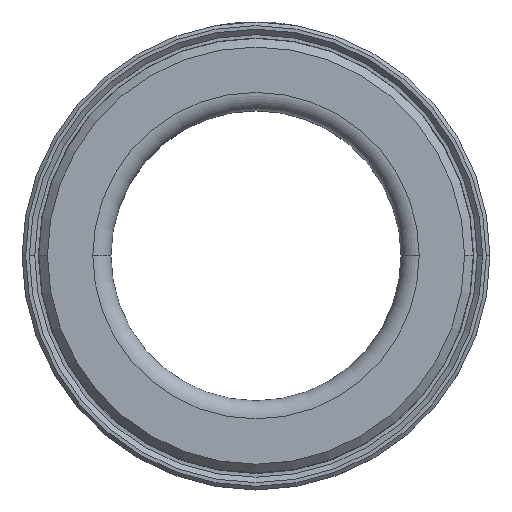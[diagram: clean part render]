
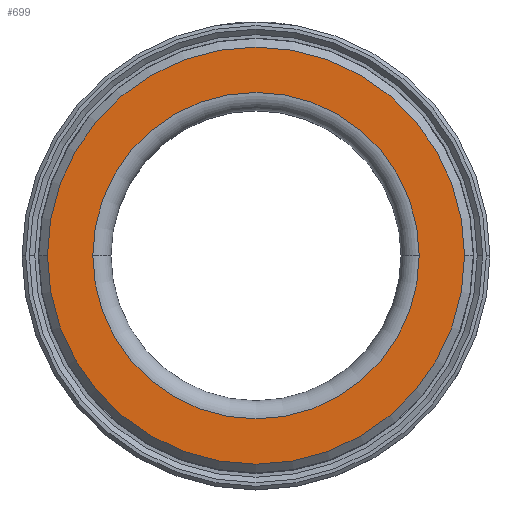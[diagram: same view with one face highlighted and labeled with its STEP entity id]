
A CAD part, top view. The second image highlights one B-rep face of the part: STEP entity #699.
In plain terms, the highlighted planar face has unit normal (0, 0, 1).
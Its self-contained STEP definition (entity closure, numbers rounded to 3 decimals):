
#82 = EDGE_CURVE ( 'NONE', #1589, #1078, #910, .T. ) ;
#122 = AXIS2_PLACEMENT_3D ( 'NONE', #1970, #1873, #1908 ) ;
#271 = EDGE_LOOP ( 'NONE', ( #1594, #644 ) ) ;
#445 = DIRECTION ( 'NONE',  ( 1., 0., 0. ) ) ;
#451 = DIRECTION ( 'NONE',  ( 0., 0., 1. ) ) ;
#459 = CARTESIAN_POINT ( 'NONE',  ( 0., 0., 13. ) ) ;
#479 = CARTESIAN_POINT ( 'NONE',  ( 9., 0., 13. ) ) ;
#528 = EDGE_CURVE ( 'NONE', #1078, #1589, #2034, .T. ) ;
#559 = VERTEX_POINT ( 'NONE', #479 ) ;
#587 = CARTESIAN_POINT ( 'NONE',  ( 0., 0., 13. ) ) ;
#644 = ORIENTED_EDGE ( 'NONE', *, *, #82, .T. ) ;
#684 = CIRCLE ( 'NONE', #1966, 9. ) ;
#699 = ADVANCED_FACE ( 'NONE', ( #1450, #1081 ), #1811, .T. ) ;
#743 = DIRECTION ( 'NONE',  ( 1., 0., 0. ) ) ;
#773 = CARTESIAN_POINT ( 'NONE',  ( 11.5, 0., 13. ) ) ;
#825 = CARTESIAN_POINT ( 'NONE',  ( 0., 0., 13. ) ) ;
#866 = AXIS2_PLACEMENT_3D ( 'NONE', #1509, #1360, #1345 ) ;
#898 = EDGE_LOOP ( 'NONE', ( #959, #1304 ) ) ;
#910 = CIRCLE ( 'NONE', #122, 11.5 ) ;
#934 = CARTESIAN_POINT ( 'NONE',  ( -11.5, 0., 13. ) ) ;
#959 = ORIENTED_EDGE ( 'NONE', *, *, #1758, .T. ) ;
#990 = DIRECTION ( 'NONE',  ( 1., 0., 0. ) ) ;
#1078 = VERTEX_POINT ( 'NONE', #934 ) ;
#1081 = FACE_OUTER_BOUND ( 'NONE', #271, .T. ) ;
#1304 = ORIENTED_EDGE ( 'NONE', *, *, #1903, .T. ) ;
#1345 = DIRECTION ( 'NONE',  ( 1., 0., 0. ) ) ;
#1360 = DIRECTION ( 'NONE',  ( 0., 0., 1. ) ) ;
#1450 = FACE_BOUND ( 'NONE', #898, .T. ) ;
#1498 = CIRCLE ( 'NONE', #1582, 9. ) ;
#1509 = CARTESIAN_POINT ( 'NONE',  ( 0., 0., 13. ) ) ;
#1582 = AXIS2_PLACEMENT_3D ( 'NONE', #825, #1902, #990 ) ;
#1589 = VERTEX_POINT ( 'NONE', #773 ) ;
#1594 = ORIENTED_EDGE ( 'NONE', *, *, #528, .T. ) ;
#1620 = CARTESIAN_POINT ( 'NONE',  ( -9., 0., 13. ) ) ;
#1676 = DIRECTION ( 'NONE',  ( 0., 0., -1. ) ) ;
#1742 = AXIS2_PLACEMENT_3D ( 'NONE', #459, #451, #445 ) ;
#1758 = EDGE_CURVE ( 'NONE', #559, #1791, #1498, .T. ) ;
#1791 = VERTEX_POINT ( 'NONE', #1620 ) ;
#1811 = PLANE ( 'NONE',  #866 ) ;
#1873 = DIRECTION ( 'NONE',  ( 0., 0., 1. ) ) ;
#1902 = DIRECTION ( 'NONE',  ( 0., 0., -1. ) ) ;
#1903 = EDGE_CURVE ( 'NONE', #1791, #559, #684, .T. ) ;
#1908 = DIRECTION ( 'NONE',  ( 1., 0., 0. ) ) ;
#1966 = AXIS2_PLACEMENT_3D ( 'NONE', #587, #1676, #743 ) ;
#1970 = CARTESIAN_POINT ( 'NONE',  ( 0., 0., 13. ) ) ;
#2034 = CIRCLE ( 'NONE', #1742, 11.5 ) ;
